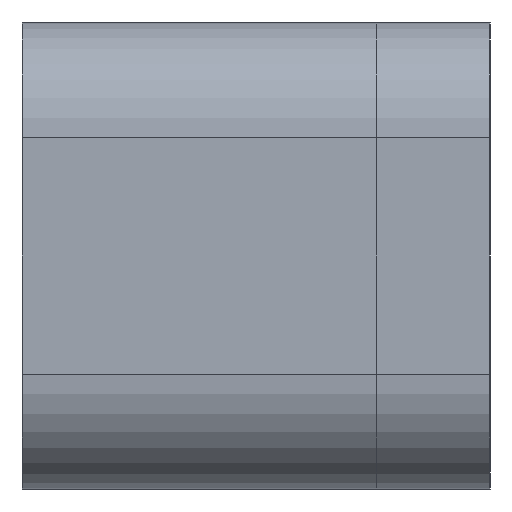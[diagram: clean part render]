
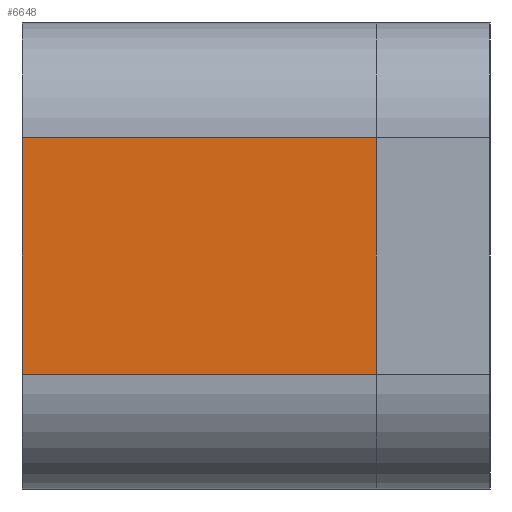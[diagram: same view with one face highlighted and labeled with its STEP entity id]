
A CAD part, left-side view. The second image highlights one B-rep face of the part: STEP entity #6648.
In plain terms, the highlighted planar face has unit normal (-1, 0, 0).
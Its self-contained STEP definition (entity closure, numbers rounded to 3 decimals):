
#6502=CARTESIAN_POINT('',(-50.5,0.0,18.9));
#6503=VERTEX_POINT('',#6502);
#6511=CARTESIAN_POINT('',(-50.5,0.0,6.2));
#6512=VERTEX_POINT('',#6511);
#6513=CARTESIAN_POINT('',(-50.5,0.0,6.2));
#6514=DIRECTION('',(0.0,0.0,1.0));
#6515=VECTOR('',#6514,12.7);
#6516=LINE('',#6513,#6515);
#6517=EDGE_CURVE('',#6512,#6503,#6516,.T.);
#6605=CARTESIAN_POINT('',(-50.5,19.05,6.2));
#6606=VERTEX_POINT('',#6605);
#6616=CARTESIAN_POINT('',(-50.5,0.0,6.2));
#6617=DIRECTION('',(0.0,1.0,0.0));
#6618=VECTOR('',#6617,19.05);
#6619=LINE('',#6616,#6618);
#6620=EDGE_CURVE('',#6512,#6606,#6619,.T.);
#6625=CARTESIAN_POINT('',(-50.5,0.0,0.0));
#6626=DIRECTION('',(-1.0,0.0,0.0));
#6627=DIRECTION('',(0.0,0.0,1.0));
#6628=AXIS2_PLACEMENT_3D('',#6625,#6626,#6627);
#6629=PLANE('',#6628);
#6630=ORIENTED_EDGE('',*,*,#6620,.F.);
#6631=ORIENTED_EDGE('',*,*,#6517,.T.);
#6632=CARTESIAN_POINT('',(-50.5,19.05,18.9));
#6633=VERTEX_POINT('',#6632);
#6634=CARTESIAN_POINT('',(-50.5,19.05,18.9));
#6635=DIRECTION('',(0.0,-1.0,0.0));
#6636=VECTOR('',#6635,19.05);
#6637=LINE('',#6634,#6636);
#6638=EDGE_CURVE('',#6633,#6503,#6637,.T.);
#6639=ORIENTED_EDGE('',*,*,#6638,.F.);
#6640=CARTESIAN_POINT('',(-50.5,19.05,6.2));
#6641=DIRECTION('',(0.0,0.0,1.0));
#6642=VECTOR('',#6641,12.7);
#6643=LINE('',#6640,#6642);
#6644=EDGE_CURVE('',#6606,#6633,#6643,.T.);
#6645=ORIENTED_EDGE('',*,*,#6644,.F.);
#6646=EDGE_LOOP('',(#6630,#6631,#6639,#6645));
#6647=FACE_OUTER_BOUND('',#6646,.T.);
#6648=ADVANCED_FACE('',(#6647),#6629,.T.);
